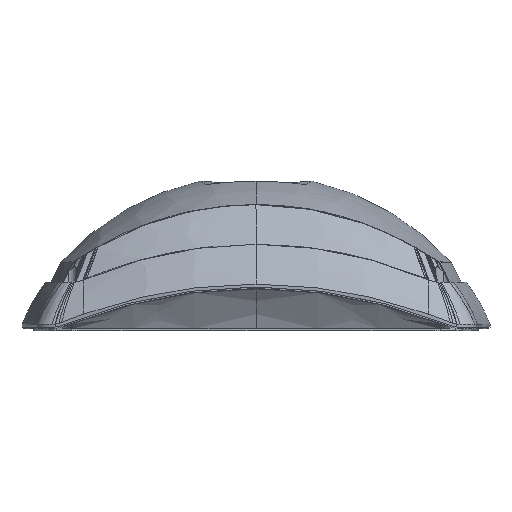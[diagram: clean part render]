
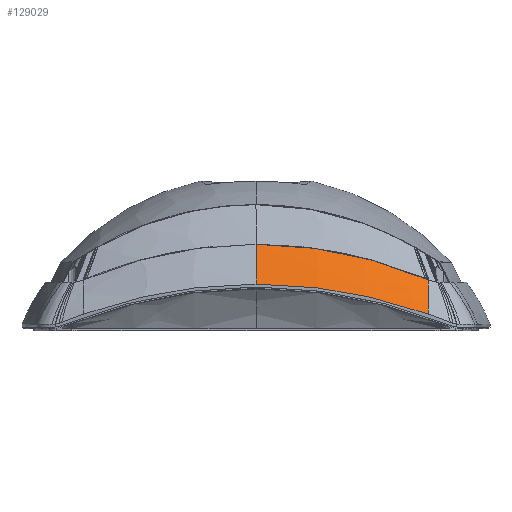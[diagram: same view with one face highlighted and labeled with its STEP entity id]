
A CAD part, front view. The second image highlights one B-rep face of the part: STEP entity #129029.
In plain terms, the highlighted free-form (B-spline) face has degree [5, 4] with [15, 5] control points.
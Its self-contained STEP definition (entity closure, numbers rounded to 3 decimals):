
#123086=CARTESIAN_POINT('Vertex',(136.295,117.691,33.395)) ;
#124931=CARTESIAN_POINT('Vertex',(144.,0.,57.7)) ;
#124935=CARTESIAN_POINT('Control Point',(136.295,117.691,33.395)) ;
#124936=CARTESIAN_POINT('Control Point',(139.235,95.33,42.937)) ;
#124937=CARTESIAN_POINT('Control Point',(141.579,72.108,50.26)) ;
#124938=CARTESIAN_POINT('Control Point',(143.193,48.279,55.229)) ;
#124939=CARTESIAN_POINT('Control Point',(144.,24.137,57.7)) ;
#124940=CARTESIAN_POINT('Control Point',(144.,0.,57.7)) ;
#126060=CARTESIAN_POINT('Control Point',(136.295,117.691,33.395)) ;
#126061=CARTESIAN_POINT('Control Point',(140.07,117.691,29.134)) ;
#126062=CARTESIAN_POINT('Control Point',(143.588,117.691,24.644)) ;
#126063=CARTESIAN_POINT('Control Point',(146.831,117.691,19.948)) ;
#126064=CARTESIAN_POINT('Control Point',(149.782,117.691,15.068)) ;
#126065=CARTESIAN_POINT('Control Point',(152.43,117.691,10.028)) ;
#126066=CARTESIAN_POINT('Vertex',(152.43,117.691,10.028)) ;
#128921=CARTESIAN_POINT('Control Point',(144.,0.,57.7)) ;
#128922=CARTESIAN_POINT('Control Point',(148.556,0.,51.248)) ;
#128923=CARTESIAN_POINT('Control Point',(152.755,0.,44.544)) ;
#128924=CARTESIAN_POINT('Control Point',(156.575,0.,37.617)) ;
#128925=CARTESIAN_POINT('Control Point',(160.,0.,30.5)) ;
#128926=CARTESIAN_POINT('Control Point',(144.,7.835,57.7)) ;
#128927=CARTESIAN_POINT('Control Point',(148.556,8.165,51.248)) ;
#128928=CARTESIAN_POINT('Control Point',(152.755,8.471,44.544)) ;
#128929=CARTESIAN_POINT('Control Point',(156.575,8.749,37.617)) ;
#128930=CARTESIAN_POINT('Control Point',(160.,9.,30.5)) ;
#128931=CARTESIAN_POINT('Control Point',(143.915,15.67,57.44)) ;
#128932=CARTESIAN_POINT('Control Point',(148.467,16.331,50.984)) ;
#128933=CARTESIAN_POINT('Control Point',(152.66,16.941,44.272)) ;
#128934=CARTESIAN_POINT('Control Point',(156.473,17.498,37.334)) ;
#128935=CARTESIAN_POINT('Control Point',(159.89,18.,30.204)) ;
#128936=CARTESIAN_POINT('Control Point',(143.746,23.816,56.921)) ;
#128937=CARTESIAN_POINT('Control Point',(148.291,24.701,50.458)) ;
#128938=CARTESIAN_POINT('Control Point',(152.475,25.517,43.73)) ;
#128939=CARTESIAN_POINT('Control Point',(156.273,26.26,36.769)) ;
#128940=CARTESIAN_POINT('Control Point',(159.668,26.927,29.61)) ;
#128941=CARTESIAN_POINT('Control Point',(143.239,39.018,55.363)) ;
#128942=CARTESIAN_POINT('Control Point',(147.798,39.968,48.926)) ;
#128943=CARTESIAN_POINT('Control Point',(151.977,40.84,42.207)) ;
#128944=CARTESIAN_POINT('Control Point',(155.749,41.628,35.242)) ;
#128945=CARTESIAN_POINT('Control Point',(159.096,42.329,28.072)) ;
#128946=CARTESIAN_POINT('Control Point',(142.391,54.522,52.736)) ;
#128947=CARTESIAN_POINT('Control Point',(147.004,54.994,46.45)) ;
#128948=CARTESIAN_POINT('Control Point',(151.213,55.425,39.865)) ;
#128949=CARTESIAN_POINT('Control Point',(154.99,55.812,33.02)) ;
#128950=CARTESIAN_POINT('Control Point',(158.311,56.152,25.962)) ;
#128951=CARTESIAN_POINT('Control Point',(141.952,61.34,51.372)) ;
#128952=CARTESIAN_POINT('Control Point',(146.596,61.499,45.188)) ;
#128953=CARTESIAN_POINT('Control Point',(150.828,61.643,38.695)) ;
#128954=CARTESIAN_POINT('Control Point',(154.617,61.773,31.936)) ;
#128955=CARTESIAN_POINT('Control Point',(157.939,61.887,24.959)) ;
#128956=CARTESIAN_POINT('Control Point',(140.954,74.889,48.261)) ;
#128957=CARTESIAN_POINT('Control Point',(145.653,74.384,42.341)) ;
#128958=CARTESIAN_POINT('Control Point',(149.938,73.924,36.09)) ;
#128959=CARTESIAN_POINT('Control Point',(153.772,73.513,29.553)) ;
#128960=CARTESIAN_POINT('Control Point',(157.13,73.153,22.781)) ;
#128961=CARTESIAN_POINT('Control Point',(139.655,88.873,44.168)) ;
#128962=CARTESIAN_POINT('Control Point',(144.394,87.876,38.578)) ;
#128963=CARTESIAN_POINT('Control Point',(148.73,86.965,32.632)) ;
#128964=CARTESIAN_POINT('Control Point',(152.625,86.148,26.376)) ;
#128965=CARTESIAN_POINT('Control Point',(156.05,85.432,19.865)) ;
#128966=CARTESIAN_POINT('Control Point',(138.947,95.746,41.924)) ;
#128967=CARTESIAN_POINT('Control Point',(143.699,94.625,36.493)) ;
#128968=CARTESIAN_POINT('Control Point',(148.055,93.597,30.694)) ;
#128969=CARTESIAN_POINT('Control Point',(151.976,92.674,24.576)) ;
#128970=CARTESIAN_POINT('Control Point',(155.432,91.86,18.191)) ;
#128971=CARTESIAN_POINT('Control Point',(137.927,104.729,38.666)) ;
#128972=CARTESIAN_POINT('Control Point',(142.693,103.595,33.419)) ;
#128973=CARTESIAN_POINT('Control Point',(147.068,102.556,27.797)) ;
#128974=CARTESIAN_POINT('Control Point',(151.008,101.624,21.845)) ;
#128975=CARTESIAN_POINT('Control Point',(154.483,100.805,15.621)) ;
#128976=CARTESIAN_POINT('Control Point',(137.014,112.112,35.724)) ;
#128977=CARTESIAN_POINT('Control Point',(141.77,111.392,30.504)) ;
#128978=CARTESIAN_POINT('Control Point',(146.12,110.734,24.906)) ;
#128979=CARTESIAN_POINT('Control Point',(150.02,110.146,18.979)) ;
#128980=CARTESIAN_POINT('Control Point',(153.439,109.633,12.781)) ;
#128981=CARTESIAN_POINT('Control Point',(136.754,114.172,34.884)) ;
#128982=CARTESIAN_POINT('Control Point',(141.504,113.603,29.661)) ;
#128983=CARTESIAN_POINT('Control Point',(145.845,113.085,24.059)) ;
#128984=CARTESIAN_POINT('Control Point',(149.729,112.623,18.129)) ;
#128985=CARTESIAN_POINT('Control Point',(153.126,112.22,11.928)) ;
#128986=CARTESIAN_POINT('Control Point',(136.504,116.097,34.076)) ;
#128987=CARTESIAN_POINT('Control Point',(141.244,115.769,28.817)) ;
#128988=CARTESIAN_POINT('Control Point',(145.565,115.471,23.181)) ;
#128989=CARTESIAN_POINT('Control Point',(149.421,115.207,17.217)) ;
#128990=CARTESIAN_POINT('Control Point',(152.78,114.978,10.985)) ;
#128991=CARTESIAN_POINT('Control Point',(136.295,117.691,33.395)) ;
#128992=CARTESIAN_POINT('Control Point',(141.014,117.691,28.068)) ;
#128993=CARTESIAN_POINT('Control Point',(145.304,117.691,22.362)) ;
#128994=CARTESIAN_POINT('Control Point',(149.12,117.691,16.328)) ;
#128995=CARTESIAN_POINT('Control Point',(152.43,117.691,10.028)) ;
#128997=CARTESIAN_POINT('Control Point',(144.,0.,57.7)) ;
#128998=CARTESIAN_POINT('Control Point',(147.645,0.,52.539)) ;
#128999=CARTESIAN_POINT('Control Point',(151.075,0.,47.226)) ;
#129000=CARTESIAN_POINT('Control Point',(154.283,0.,41.773)) ;
#129001=CARTESIAN_POINT('Control Point',(157.26,0.,36.194)) ;
#129002=CARTESIAN_POINT('Control Point',(160.,0.,30.5)) ;
#129003=CARTESIAN_POINT('Vertex',(160.,0.,30.5)) ;
#129007=CARTESIAN_POINT('Control Point',(152.43,117.691,10.028)) ;
#129008=CARTESIAN_POINT('Control Point',(152.78,114.978,10.985)) ;
#129009=CARTESIAN_POINT('Control Point',(153.126,112.22,11.928)) ;
#129010=CARTESIAN_POINT('Control Point',(153.439,109.633,12.781)) ;
#129011=CARTESIAN_POINT('Control Point',(154.483,100.805,15.621)) ;
#129012=CARTESIAN_POINT('Control Point',(155.432,91.86,18.191)) ;
#129013=CARTESIAN_POINT('Control Point',(156.05,85.432,19.865)) ;
#129014=CARTESIAN_POINT('Control Point',(157.13,73.153,22.781)) ;
#129015=CARTESIAN_POINT('Control Point',(157.939,61.887,24.959)) ;
#129016=CARTESIAN_POINT('Control Point',(158.311,56.152,25.962)) ;
#129017=CARTESIAN_POINT('Control Point',(159.096,42.329,28.072)) ;
#129018=CARTESIAN_POINT('Control Point',(159.668,26.927,29.61)) ;
#129019=CARTESIAN_POINT('Control Point',(159.89,18.,30.204)) ;
#129020=CARTESIAN_POINT('Control Point',(160.,9.,30.5)) ;
#129021=CARTESIAN_POINT('Control Point',(160.,0.,30.5)) ;
#129024=ORIENTED_EDGE('',*,*,#129005,.T.) ;
#129025=ORIENTED_EDGE('',*,*,#129022,.F.) ;
#129026=ORIENTED_EDGE('',*,*,#126068,.F.) ;
#129027=ORIENTED_EDGE('',*,*,#124941,.T.) ;
#129029=ADVANCED_FACE('Anneau',(#129028),#128920,.F.) ;
#124934=B_SPLINE_CURVE_WITH_KNOTS('',5,(#124935,#124936,#124937,#124938,#124939,#124940),.UNSPECIFIED.,.F.,.U.,(6,6),(6.248,184.921),.UNSPECIFIED.) ;
#126059=B_SPLINE_CURVE_WITH_KNOTS('',5,(#126060,#126061,#126062,#126063,#126064,#126065),.UNSPECIFIED.,.F.,.U.,(6,6),(1035.629,1068.595),.UNSPECIFIED.) ;
#128996=B_SPLINE_CURVE_WITH_KNOTS('',5,(#128997,#128998,#128999,#129000,#129001,#129002),.UNSPECIFIED.,.F.,.U.,(6,6),(1035.629,1068.595),.UNSPECIFIED.) ;
#129006=B_SPLINE_CURVE_WITH_KNOTS('',5,(#129007,#129008,#129009,#129010,#129011,#129012,#129013,#129014,#129015,#129016,#129017,#129018,#129019,#129020,#129021),.UNSPECIFIED.,.F.,.U.,(6,3,3,3,6),(-59.968,-48.035,-15.421,17.698,59.968),.UNSPECIFIED.) ;
#128920=B_SPLINE_SURFACE_WITH_KNOTS('',5,4,((#128921,#128922,#128923,#128924,#128925),(#128926,#128927,#128928,#128929,#128930),(#128931,#128932,#128933,#128934,#128935),(#128936,#128937,#128938,#128939,#128940),(#128941,#128942,#128943,#128944,#128945),(#128946,#128947,#128948,#128949,#128950),(#128951,#128952,#128953,#128954,#128955),(#128956,#128957,#128958,#128959,#128960),(#128961,#128962,#128963,#128964,#128965),(#128966,#128967,#128968,#128969,#128970),(#128971,#128972,#128973,#128974,#128975),(#128976,#128977,#128978,#128979,#128980),(#128981,#128982,#128983,#128984,#128985),(#128986,#128987,#128988,#128989,#128990),(#128991,#128992,#128993,#128994,#128995)),.UNSPECIFIED.,.F.,.F.,.U.,(6,3,3,3,6),(5,5),(0.,42.27,75.389,108.004,119.936),(1035.629,1068.595),.UNSPECIFIED.) ;
#124941=EDGE_CURVE('',#123087,#124932,#124934,.T.) ;
#126068=EDGE_CURVE('',#123087,#126067,#126059,.T.) ;
#129005=EDGE_CURVE('',#124932,#129004,#128996,.T.) ;
#129022=EDGE_CURVE('',#126067,#129004,#129006,.T.) ;
#129023=EDGE_LOOP('',(#129024,#129025,#129026,#129027)) ;
#129028=FACE_OUTER_BOUND('',#129023,.T.) ;
#123087=VERTEX_POINT('',#123086) ;
#124932=VERTEX_POINT('',#124931) ;
#126067=VERTEX_POINT('',#126066) ;
#129004=VERTEX_POINT('',#129003) ;
